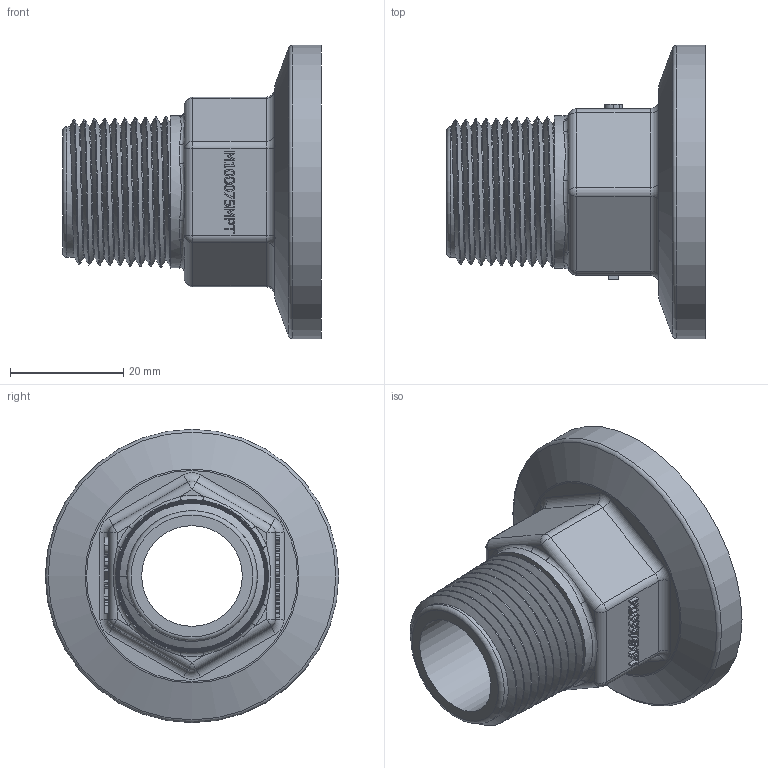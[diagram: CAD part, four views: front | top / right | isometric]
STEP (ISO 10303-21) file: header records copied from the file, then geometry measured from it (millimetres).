
FILE_DESCRIPTION(/* description */ ('1" MNFLD FLG. X 3/4" HOSE BARB'),/* implementation_level */ '2;1');
FILE_NAME(/* name */ 'M100075MPT.stp',/* time_stamp */ '2014-03-31T11:56:22-04:00',/* author */ ('mclevenger'),/* organization */ (''),/* preprocessor_version */ 'ST-DEVELOPER v15.2',/* originating_system */ 'Autodesk Inventor 2014',/* authorisation */ '');
FILE_SCHEMA (('AUTOMOTIVE_DESIGN { 1 0 10303 214 3 1 1 }'));
Length unit declared in the file: inch
Products named in the file (1): M100075MPT
Bounding box: 45.72 x 51.82 x 51.82 mm (x, y, z)
Volume: 23000.4 mm3; surface area: 11787.8 mm2
Topology: 1 solids, 1 shells, 299 faces, 763 edges, 490 vertices
Faces by surface type: plane 142, bspline 97, cylinder 24, torus 15, cone 15, sphere 6
Full cylindrical faces by diameter (mm): 17.78 x1, 22.352 x1, 26.924 x1, 35.052 x1, 51.816 x1
Entity records: 11642 total; most frequent: CARTESIAN_POINT 5325, ORIENTED_EDGE 1440, DIRECTION 991, EDGE_CURVE 720, VERTEX_POINT 470, LINE 439, VECTOR 439, EDGE_LOOP 328
